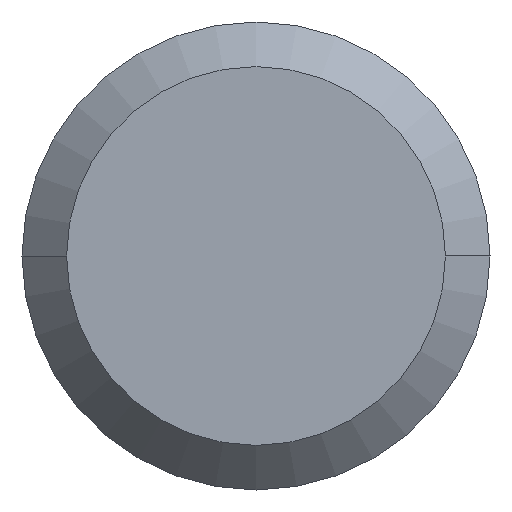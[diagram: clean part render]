
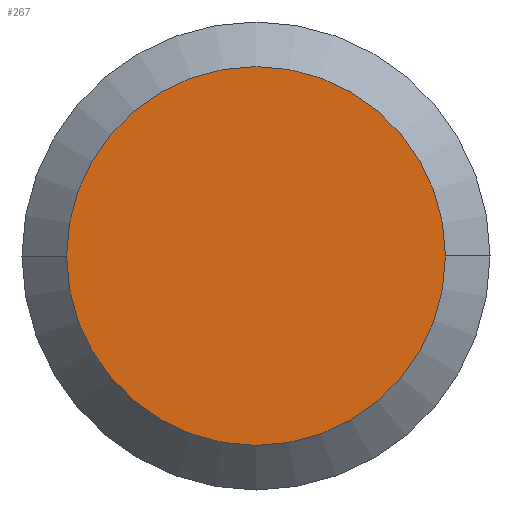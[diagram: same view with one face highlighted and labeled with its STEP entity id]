
A CAD part, left-side view. The second image highlights one B-rep face of the part: STEP entity #267.
In plain terms, the highlighted planar face has unit normal (-1, 0, 0).
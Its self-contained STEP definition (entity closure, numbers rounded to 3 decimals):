
#1 = CIRCLE ( 'NONE', #167, 3.238 ) ;
#7 = CIRCLE ( 'NONE', #356, 3.238 ) ;
#8 = CARTESIAN_POINT ( 'NONE',  ( 0., 0., 0. ) ) ;
#36 = CARTESIAN_POINT ( 'NONE',  ( 0., 3.238, 0. ) ) ;
#58 = VERTEX_POINT ( 'NONE', #36 ) ;
#102 = ORIENTED_EDGE ( 'NONE', *, *, #207, .F. ) ;
#103 = DIRECTION ( 'NONE',  ( 1., 0., 0. ) ) ;
#105 = DIRECTION ( 'NONE',  ( 0., -1., 0. ) ) ;
#114 = FACE_OUTER_BOUND ( 'NONE', #117, .T. ) ;
#117 = EDGE_LOOP ( 'NONE', ( #287, #102 ) ) ;
#129 = DIRECTION ( 'NONE',  ( -1., 0., 0. ) ) ;
#160 = CARTESIAN_POINT ( 'NONE',  ( 0., -3.238, 0. ) ) ;
#167 = AXIS2_PLACEMENT_3D ( 'NONE', #394, #103, #296 ) ;
#193 = DIRECTION ( 'NONE',  ( 0., 1., 0. ) ) ;
#207 = EDGE_CURVE ( 'NONE', #231, #58, #1, .T. ) ;
#224 = PLANE ( 'NONE',  #405 ) ;
#231 = VERTEX_POINT ( 'NONE', #160 ) ;
#233 = EDGE_CURVE ( 'NONE', #58, #231, #7, .T. ) ;
#267 = ADVANCED_FACE ( 'NONE', ( #114 ), #224, .T. ) ;
#287 = ORIENTED_EDGE ( 'NONE', *, *, #233, .F. ) ;
#296 = DIRECTION ( 'NONE',  ( 0., 1., 0. ) ) ;
#298 = CARTESIAN_POINT ( 'NONE',  ( 0., 0., 0. ) ) ;
#356 = AXIS2_PLACEMENT_3D ( 'NONE', #8, #366, #193 ) ;
#366 = DIRECTION ( 'NONE',  ( 1., 0., 0. ) ) ;
#394 = CARTESIAN_POINT ( 'NONE',  ( 0., 0., 0. ) ) ;
#405 = AXIS2_PLACEMENT_3D ( 'NONE', #298, #129, #105 ) ;
